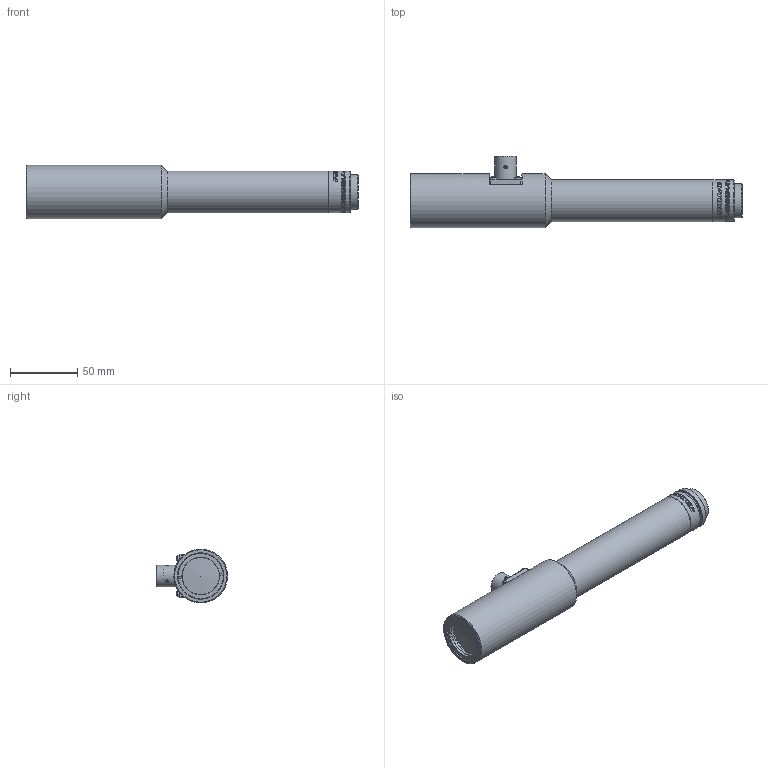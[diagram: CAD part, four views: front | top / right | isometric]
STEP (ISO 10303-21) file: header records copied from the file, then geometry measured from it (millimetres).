
FILE_DESCRIPTION (( 'STEP AP214' ), '1' );
FILE_NAME ('111.STEP', '2023-11-09T05:49:21', ( '' ), ( '' ), 'SwSTEP 2.0', 'SolidWorks 2019', '' );
FILE_SCHEMA (( 'AUTOMOTIVE_DESIGN' ));
Length unit declared in the file: millimetre
Products named in the file (8): CLTB001 梓祩遠耳31; CLTD001-1 菜え1; CLTL001 蹟恇揤遠耳31; CLTD001-2 菜え2; CLTD001-3 菜え3; CLTD001-4 菜え4; 111; GTOJ11100110-002 翋极2
Assembly tree (8 placements, depth 2):
  111
    GTOJ11100110-002 翋极2
    CLTB001 梓祩遠耳31
    CLTD001-1 菜え1
    CLTD001-2 菜え2  x2
    CLTD001-3 菜え3
    CLTD001-4 菜え4
    CLTL001 蹟恇揤遠耳31
Bounding box: 247.03 x 53 x 40 mm (x, y, z)
Volume: 232829.1 mm3; surface area: 38903 mm2
Topology: 8 solids, 26 shells, 365 faces, 1025 edges, 737 vertices
Faces by surface type: plane 205, cylinder 107, cone 41, sphere 6, torus 6
Full cylindrical faces by diameter (mm): 2.05 x4, 2.5 x7, 2.7 x4, 5 x4, 8 x1, 13 x1, 14 x1, 16 x1, 19.5 x1, 24.2 x1, 24.6 x2, 25.4 x6, 27.6 x1, 28 x1, 28.595 x1, 31 x8, 40 x1
Entity records: 13126 total; most frequent: CARTESIAN_POINT 4037, ORIENTED_EDGE 1804, DIRECTION 1649, EDGE_CURVE 902, VERTEX_POINT 694, AXIS2_PLACEMENT_3D 670, EDGE_LOOP 488, FACE_OUTER_BOUND 408
